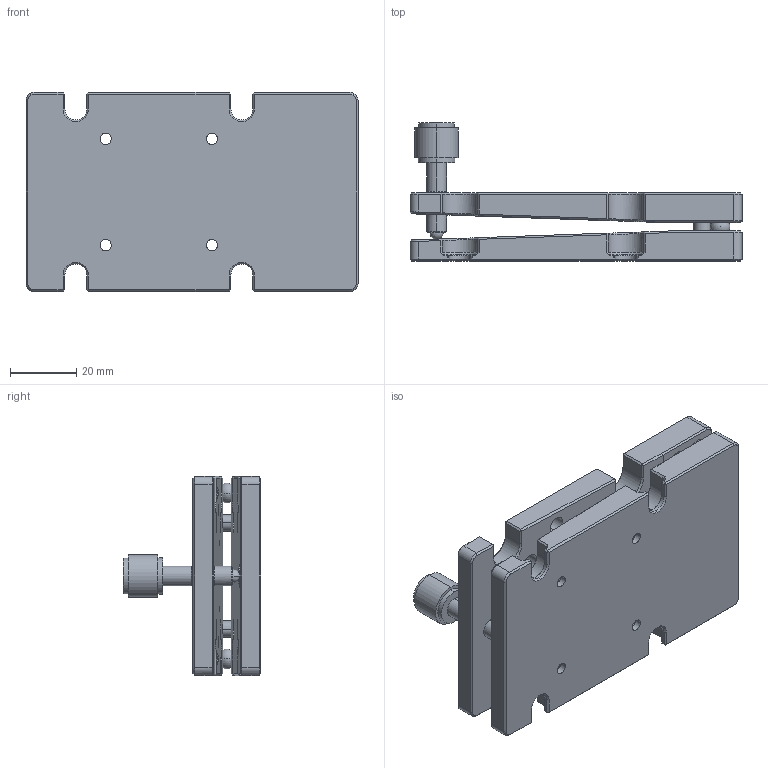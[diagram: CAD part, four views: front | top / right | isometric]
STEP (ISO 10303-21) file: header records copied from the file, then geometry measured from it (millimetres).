
FILE_DESCRIPTION (( 'STEP AP203' ), '1' );
FILE_NAME ('GCM-1903M三维外形图.STEP', '2016-12-30T00:35:15', ( '' ), ( '' ), 'SwSTEP 2.0', 'SolidWorks 2015', '' );
FILE_SCHEMA (( 'CONFIG_CONTROL_DESIGN' ));
Length unit declared in the file: millimetre
Products named in the file (2): GCM-1903M三维外形图
Bounding box: 100 x 41.55 x 60 mm (x, y, z)
Volume: 86840.9 mm3; surface area: 32353.1 mm2
Topology: 1 solids, 1 shells, 465 faces, 1087 edges, 634 vertices
Faces by surface type: plane 239, cylinder 114, cone 94, bspline 12, sphere 6
Entity records: 15047 total; most frequent: CARTESIAN_POINT 4400, DIRECTION 2190, ORIENTED_EDGE 2140, EDGE_CURVE 1070, AXIS2_PLACEMENT_3D 763, LINE 664, VECTOR 664, VERTEX_POINT 625
